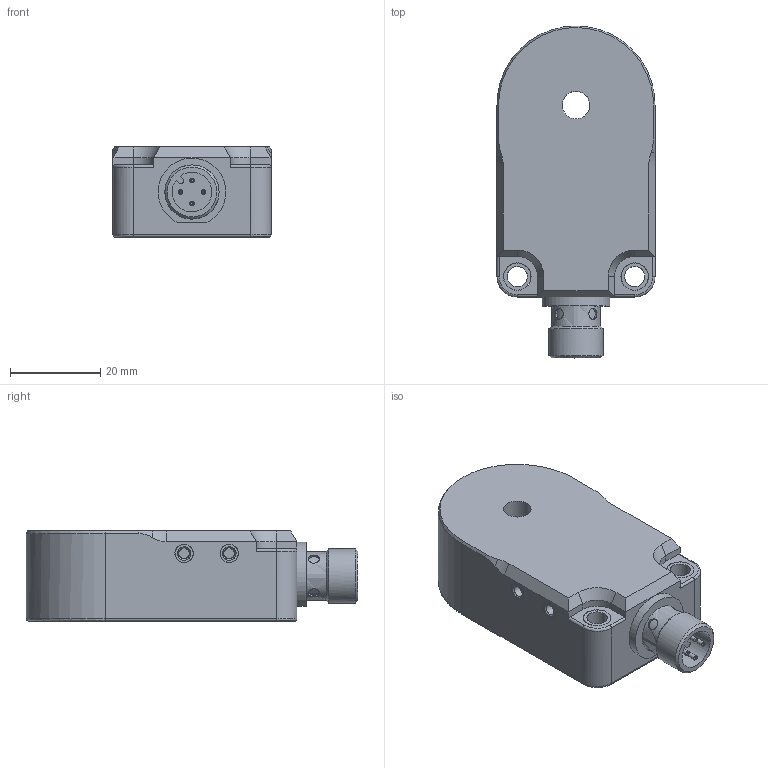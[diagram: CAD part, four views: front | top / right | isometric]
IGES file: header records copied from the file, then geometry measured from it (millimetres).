
Global section: file name: IRSD6G3-B4; native system: Autodesk Inventor 2022; preprocessor: unknown; author: S. Sandt; organization: di-soric GmbH & Co. KG; date: 20230321.084956; units: millimetre
Bounding box: 35 x 73.5 x 20 mm (x, y, z)
Volume: 37529.1 mm3; surface area: 10709.7 mm2
Topology: 3 solids, 3 shells, 222 faces, 653 edges, 436 vertices
Faces by surface type: bspline 222
